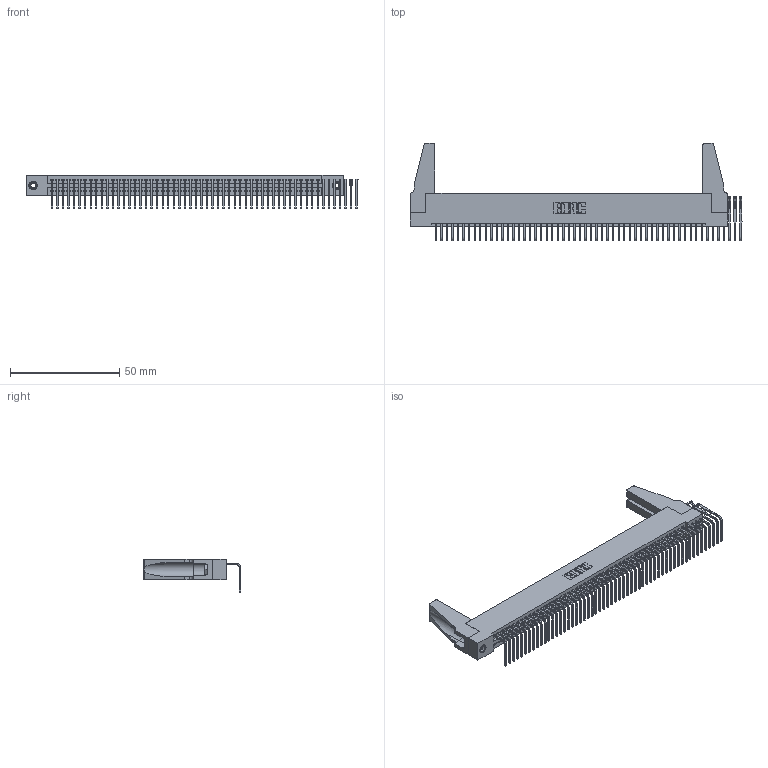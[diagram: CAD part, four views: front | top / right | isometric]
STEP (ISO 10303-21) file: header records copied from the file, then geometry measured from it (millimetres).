
FILE_DESCRIPTION (( 'STEP AP203' ), '1' );
FILE_NAME ('345-056-558-188.STEP', '2019-10-10T19:40:51', ( '' ), ( '' ), 'SwSTEP 2.0', 'SolidWorks 2016', '' );
FILE_SCHEMA (( 'CONFIG_CONTROL_DESIGN' ));
Length unit declared in the file: inch
Products named in the file (5): 345-056-558-188; 345 Part_Flush Mounting Lugs - 0.156 Dia-TH; 345-292-001_558 Tail - 2; 345-250-001_345-250-001-102; 345-220-078_345-220-088
Assembly tree (61 placements, depth 2):
  345-056-558-188
    345 Part_Flush Mounting Lugs - 0.156 Dia-TH
    345-292-001_558 Tail - 2  x56
    345-250-001_345-250-001-102  x2
    345-220-078_345-220-088  x2
Bounding box: 152.22 x 44.69 x 15.37 mm (x, y, z)
Volume: 17414.8 mm3; surface area: 23566.8 mm2
Topology: 61 solids, 61 shells, 3498 faces, 10469 edges, 6894 vertices
Faces by surface type: plane 2406, cylinder 1076, cone 12, torus 4
Entity records: 38392 total; most frequent: CARTESIAN_POINT 6608, ORIENTED_EDGE 6544, DIRECTION 5776, EDGE_CURVE 3272, LINE 2902, VECTOR 2902, VERTEX_POINT 2174, AXIS2_PLACEMENT_3D 1437
